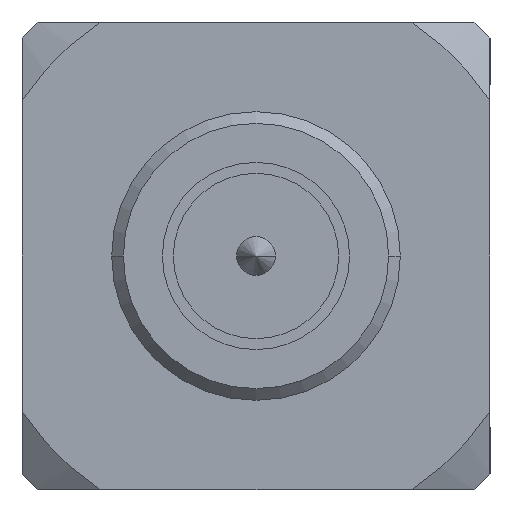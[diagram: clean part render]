
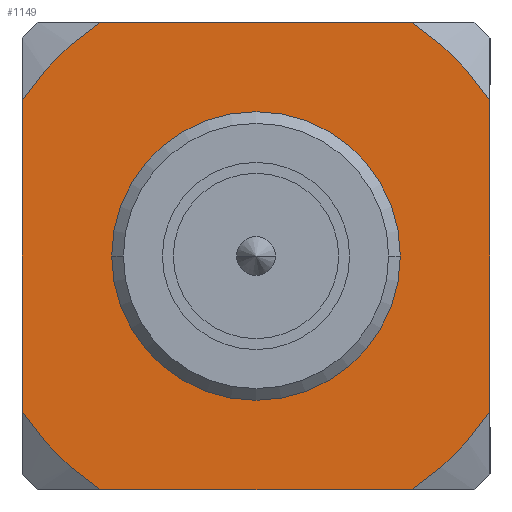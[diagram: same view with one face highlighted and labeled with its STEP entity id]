
A CAD part, left-side view. The second image highlights one B-rep face of the part: STEP entity #1149.
In plain terms, the highlighted planar face has unit normal (-1, 0, 0).
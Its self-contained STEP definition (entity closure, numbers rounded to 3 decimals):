
#5=CARTESIAN_POINT('',(-0.25,-1.99,-3.));
#27=CARTESIAN_POINT('',(-0.25,1.99,-3.));
#33=DIRECTION('',(0.,-1.,0.));
#34=VECTOR('',#33,3.98);
#35=CARTESIAN_POINT('',(-0.25,1.99,-3.));
#36=LINE('',#35,#34);
#41=CARTESIAN_POINT('',(-0.25,-3.,1.99));
#65=DIRECTION('',(0.,0.,1.));
#66=VECTOR('',#65,3.98);
#67=CARTESIAN_POINT('',(-0.25,-3.,-1.99));
#68=LINE('',#67,#66);
#69=CARTESIAN_POINT('',(-0.25,-1.99,3.));
#75=DIRECTION('',(0.,-1.,0.));
#76=VECTOR('',#75,3.98);
#77=CARTESIAN_POINT('',(-0.25,1.99,3.));
#78=LINE('',#77,#76);
#101=CARTESIAN_POINT('',(-0.25,0.,0.));
#102=DIRECTION('',(-1.,0.,0.));
#103=DIRECTION('',(0.,-0.833,0.553));
#104=AXIS2_PLACEMENT_3D('',#101,#102,#103);
#106=CARTESIAN_POINT('',(-0.25,0.,0.));
#107=DIRECTION('',(-1.,0.,0.));
#108=DIRECTION('',(0.,-0.553,-0.833));
#109=AXIS2_PLACEMENT_3D('',#106,#107,#108);
#111=CARTESIAN_POINT('',(-0.25,0.,0.));
#112=DIRECTION('',(-1.,0.,0.));
#113=DIRECTION('',(0.,0.833,-0.553));
#114=AXIS2_PLACEMENT_3D('',#111,#112,#113);
#116=DIRECTION('',(0.,0.,1.));
#117=VECTOR('',#116,3.98);
#118=CARTESIAN_POINT('',(-0.25,3.,-1.99));
#119=LINE('',#118,#117);
#120=CARTESIAN_POINT('',(-0.25,0.,0.));
#121=DIRECTION('',(-1.,0.,0.));
#122=DIRECTION('',(0.,0.553,0.833));
#123=AXIS2_PLACEMENT_3D('',#120,#121,#122);
#125=CARTESIAN_POINT('',(-0.25,0.,0.));
#126=DIRECTION('',(-1.,0.,0.));
#127=DIRECTION('',(0.,1.,0.));
#128=AXIS2_PLACEMENT_3D('',#125,#126,#127);
#130=CARTESIAN_POINT('',(-0.25,0.,0.));
#131=DIRECTION('',(-1.,0.,0.));
#132=DIRECTION('',(0.,-1.,0.));
#133=AXIS2_PLACEMENT_3D('',#130,#131,#132);
#353=CARTESIAN_POINT('',(-0.25,3.,1.99));
#363=CARTESIAN_POINT('',(-0.25,3.,-1.99));
#797=CARTESIAN_POINT('',(-0.25,1.85,0.));
#798=CARTESIAN_POINT('',(-0.25,-1.85,0.));
#799=VERTEX_POINT('',#797);
#800=VERTEX_POINT('',#798);
#941=VERTEX_POINT('',#69);
#945=VERTEX_POINT('',#41);
#946=CARTESIAN_POINT('',(-0.25,1.99,3.));
#947=VERTEX_POINT('',#946);
#948=CARTESIAN_POINT('',(-0.25,-3.,-1.99));
#949=VERTEX_POINT('',#948);
#950=VERTEX_POINT('',#353);
#957=VERTEX_POINT('',#5);
#958=VERTEX_POINT('',#27);
#962=VERTEX_POINT('',#363);
#1125=CARTESIAN_POINT('',(-0.25,3.,-3.));
#1126=DIRECTION('',(-1.,0.,0.));
#1127=DIRECTION('',(0.,-1.,0.));
#1128=AXIS2_PLACEMENT_3D('',#1125,#1126,#1127);
#1129=PLANE('',#1128);
#1130=ORIENTED_EDGE('',*,*,#1085,.F.);
#1131=ORIENTED_EDGE('',*,*,#1070,.F.);
#1132=ORIENTED_EDGE('',*,*,#1035,.F.);
#1133=ORIENTED_EDGE('',*,*,#1020,.F.);
#1135=ORIENTED_EDGE('',*,*,#1134,.F.);
#1137=ORIENTED_EDGE('',*,*,#1136,.T.);
#1139=ORIENTED_EDGE('',*,*,#1138,.F.);
#1140=ORIENTED_EDGE('',*,*,#1096,.T.);
#1141=EDGE_LOOP('',(#1130,#1131,#1132,#1133,#1135,#1137,#1139,#1140));
#1142=FACE_OUTER_BOUND('',#1141,.F.);
#1144=ORIENTED_EDGE('',*,*,#1143,.T.);
#1146=ORIENTED_EDGE('',*,*,#1145,.T.);
#1147=EDGE_LOOP('',(#1144,#1146));
#1148=FACE_BOUND('',#1147,.F.);
#105=CIRCLE('',#104,3.6);
#110=CIRCLE('',#109,3.6);
#115=CIRCLE('',#114,3.6);
#124=CIRCLE('',#123,3.6);
#129=CIRCLE('',#128,1.85);
#134=CIRCLE('',#133,1.85);
#1020=EDGE_CURVE('',#958,#957,#36,.T.);
#1035=EDGE_CURVE('',#957,#949,#110,.T.);
#1070=EDGE_CURVE('',#949,#945,#68,.T.);
#1085=EDGE_CURVE('',#945,#941,#105,.T.);
#1096=EDGE_CURVE('',#947,#941,#78,.T.);
#1134=EDGE_CURVE('',#962,#958,#115,.T.);
#1136=EDGE_CURVE('',#962,#950,#119,.T.);
#1138=EDGE_CURVE('',#947,#950,#124,.T.);
#1143=EDGE_CURVE('',#799,#800,#129,.T.);
#1145=EDGE_CURVE('',#800,#799,#134,.T.);
#1149=ADVANCED_FACE('',(#1142,#1148),#1129,.T.);
